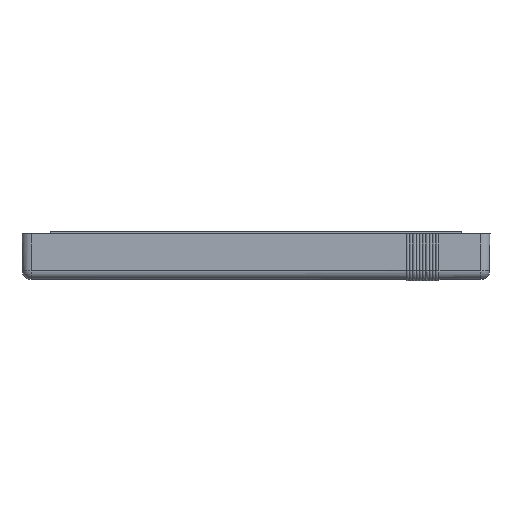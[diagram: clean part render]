
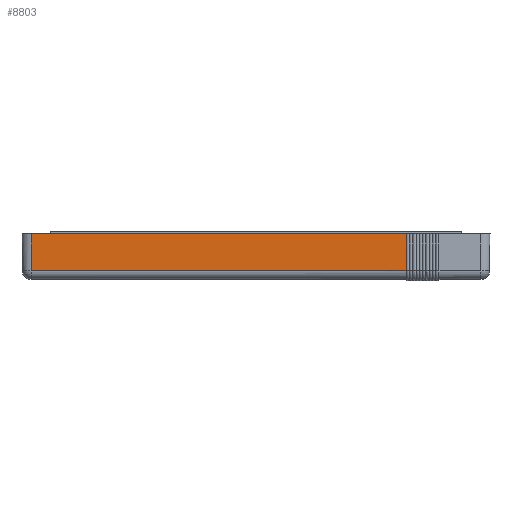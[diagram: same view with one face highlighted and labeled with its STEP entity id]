
A CAD part, front view. The second image highlights one B-rep face of the part: STEP entity #8803.
In plain terms, the highlighted planar face has unit normal (0, -1, -0.023).
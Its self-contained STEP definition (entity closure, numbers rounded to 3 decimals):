
#51=CARTESIAN_POINT('',(57.513,-77.25,8.75));
#52=VERTEX_POINT('',#51);
#5273=CARTESIAN_POINT('',(57.513,-76.928,-5.33));
#5274=VERTEX_POINT('',#5273);
#5332=CARTESIAN_POINT('',(57.513,-76.928,-5.33));
#5333=DIRECTION('',(0.,-0.023,1.));
#5334=VECTOR('',#5333,14.084);
#5335=LINE('',#5332,#5334);
#5336=EDGE_CURVE('',#5274,#52,#5335,.T.);
#8602=CARTESIAN_POINT('',(-86.,-76.928,-5.33));
#8603=VERTEX_POINT('',#8602);
#8604=CARTESIAN_POINT('',(57.513,-76.928,-5.33));
#8605=DIRECTION('',(-1.0,0.0,0.0));
#8606=VECTOR('',#8605,143.513);
#8607=LINE('',#8604,#8606);
#8608=EDGE_CURVE('',#5274,#8603,#8607,.T.);
#8780=CARTESIAN_POINT('',(0.0,-77.25,8.75));
#8781=DIRECTION('',(0.0,-1.,-0.023));
#8782=DIRECTION('',(0.0,0.023,-1.));
#8783=AXIS2_PLACEMENT_3D('',#8780,#8781,#8782);
#8784=PLANE('',#8783);
#8785=ORIENTED_EDGE('',*,*,#5336,.T.);
#8786=CARTESIAN_POINT('',(-86.,-77.25,8.75));
#8787=VERTEX_POINT('',#8786);
#8788=CARTESIAN_POINT('',(-86.,-77.25,8.75));
#8789=DIRECTION('',(1.0,0.0,0.0));
#8790=VECTOR('',#8789,143.513);
#8791=LINE('',#8788,#8790);
#8792=EDGE_CURVE('',#8787,#52,#8791,.T.);
#8793=ORIENTED_EDGE('',*,*,#8792,.F.);
#8794=CARTESIAN_POINT('',(-86.,-76.928,-5.33));
#8795=DIRECTION('',(0.0,-0.023,1.));
#8796=VECTOR('',#8795,14.084);
#8797=LINE('',#8794,#8796);
#8798=EDGE_CURVE('',#8603,#8787,#8797,.T.);
#8799=ORIENTED_EDGE('',*,*,#8798,.F.);
#8800=ORIENTED_EDGE('',*,*,#8608,.F.);
#8801=EDGE_LOOP('',(#8785,#8793,#8799,#8800));
#8802=FACE_OUTER_BOUND('',#8801,.T.);
#8803=ADVANCED_FACE('',(#8802),#8784,.T.);
